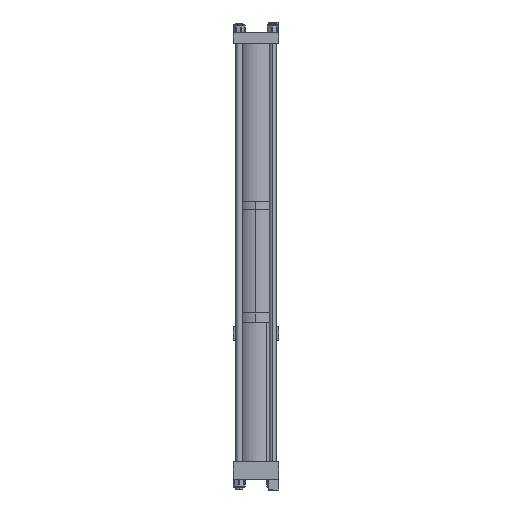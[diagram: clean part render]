
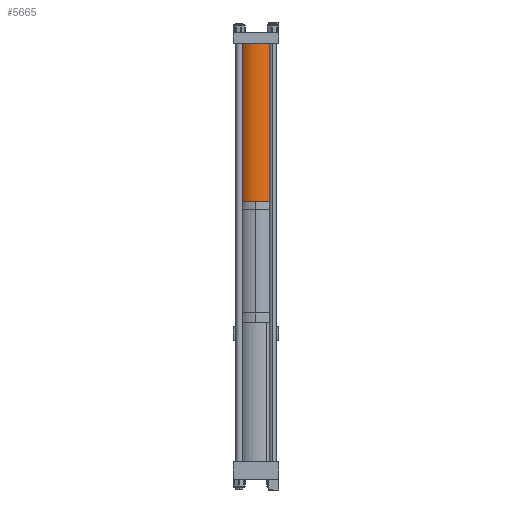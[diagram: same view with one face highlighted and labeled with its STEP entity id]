
A CAD part, left-side view. The second image highlights one B-rep face of the part: STEP entity #5665.
In plain terms, the highlighted cylindrical face has radius 47.625 mm (diameter 95.25 mm), a partial arc.
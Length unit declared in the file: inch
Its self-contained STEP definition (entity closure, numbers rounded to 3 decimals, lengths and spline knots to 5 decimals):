
#4 = FACE_OUTER_BOUND ( 'NONE', #10331, .T. ) ;
#58 = CIRCLE ( 'NONE', #14230, 1.875 ) ;
#122 = VERTEX_POINT ( 'NONE', #2528 ) ;
#464 = AXIS2_PLACEMENT_3D ( 'NONE', #6764, #774, #10080 ) ;
#774 = DIRECTION ( 'NONE',  ( 0., 0., 1. ) ) ;
#874 = EDGE_CURVE ( 'NONE', #122, #7236, #1964, .T. ) ;
#1058 = DIRECTION ( 'NONE',  ( 0., 0., -1. ) ) ;
#1224 = CARTESIAN_POINT ( 'NONE',  ( -1.875, 0., 14.73 ) ) ;
#1381 = DIRECTION ( 'NONE',  ( 0., 0., -1. ) ) ;
#1964 = CIRCLE ( 'NONE', #464, 1.875 ) ;
#1993 = DIRECTION ( 'NONE',  ( 0., 0., -1. ) ) ;
#2278 = VERTEX_POINT ( 'NONE', #12157 ) ;
#2528 = CARTESIAN_POINT ( 'NONE',  ( 1.875, 0., 14.73 ) ) ;
#3475 = EDGE_CURVE ( 'NONE', #11483, #2278, #58, .T. ) ;
#3810 = AXIS2_PLACEMENT_3D ( 'NONE', #12978, #1381, #9474 ) ;
#5665 = ADVANCED_FACE ( 'NONE', ( #4 ), #13800, .T. ) ;
#5862 = CARTESIAN_POINT ( 'NONE',  ( 1.875, 0., 0. ) ) ;
#6687 = ORIENTED_EDGE ( 'NONE', *, *, #9091, .T. ) ;
#6764 = CARTESIAN_POINT ( 'NONE',  ( 0., 0., 14.73 ) ) ;
#6962 = LINE ( 'NONE', #8019, #7682 ) ;
#7236 = VERTEX_POINT ( 'NONE', #1224 ) ;
#7594 = ORIENTED_EDGE ( 'NONE', *, *, #3475, .T. ) ;
#7682 = VECTOR ( 'NONE', #1058, 39.37008 ) ;
#8019 = CARTESIAN_POINT ( 'NONE',  ( 1.875, 0., 14.73 ) ) ;
#8148 = LINE ( 'NONE', #11315, #11972 ) ;
#9091 = EDGE_CURVE ( 'NONE', #122, #11483, #6962, .T. ) ;
#9464 = ORIENTED_EDGE ( 'NONE', *, *, #874, .F. ) ;
#9474 = DIRECTION ( 'NONE',  ( -1., 0., 0. ) ) ;
#10080 = DIRECTION ( 'NONE',  ( 1., 0., 0. ) ) ;
#10294 = DIRECTION ( 'NONE',  ( 0., 0., 1. ) ) ;
#10331 = EDGE_LOOP ( 'NONE', ( #9464, #6687, #7594, #11327 ) ) ;
#11315 = CARTESIAN_POINT ( 'NONE',  ( -1.875, 0., 14.73 ) ) ;
#11327 = ORIENTED_EDGE ( 'NONE', *, *, #11817, .F. ) ;
#11483 = VERTEX_POINT ( 'NONE', #5862 ) ;
#11486 = DIRECTION ( 'NONE',  ( 1., 0., 0. ) ) ;
#11817 = EDGE_CURVE ( 'NONE', #7236, #2278, #8148, .T. ) ;
#11972 = VECTOR ( 'NONE', #1993, 39.37008 ) ;
#12157 = CARTESIAN_POINT ( 'NONE',  ( -1.875, 0., 0. ) ) ;
#12727 = CARTESIAN_POINT ( 'NONE',  ( 0., 0., 0. ) ) ;
#12978 = CARTESIAN_POINT ( 'NONE',  ( 0., 0., 14.73 ) ) ;
#13800 = CYLINDRICAL_SURFACE ( 'NONE', #3810, 1.875 ) ;
#14230 = AXIS2_PLACEMENT_3D ( 'NONE', #12727, #10294, #11486 ) ;
